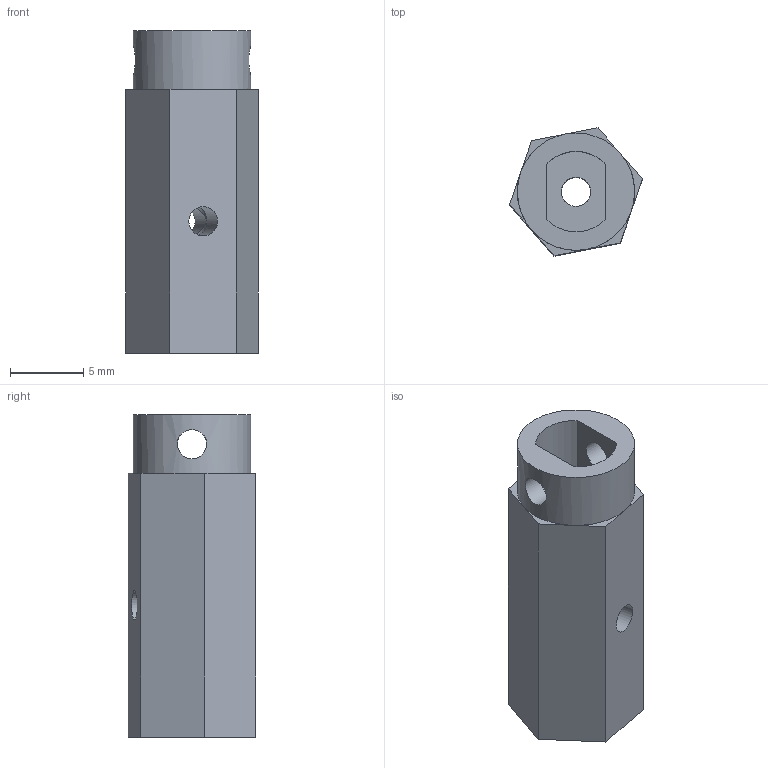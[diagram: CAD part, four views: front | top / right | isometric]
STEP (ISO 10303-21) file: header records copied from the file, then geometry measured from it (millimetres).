
FILE_DESCRIPTION(('STEP AP203'), '1');
FILE_NAME('òðóáêà ïîä êàòîê', '', ('UNSPECIFIED'), ('UNSPECIFIED'), 'ASCON STEP Converter 1.6', 'ASCON Math Kernel', '');
FILE_SCHEMA(('CONFIG_CONTROL_DESIGN'));
Length unit declared in the file: millimetre
Bounding box: 9.07 x 8.74 x 22 mm (x, y, z)
Volume: 1030.5 mm3; surface area: 922.8 mm2
Topology: 1 solids, 1 shells, 26 faces, 69 edges, 43 vertices
Faces by surface type: plane 17, cylinder 9
Full cylindrical faces by diameter (mm): 2 x6, 8 x1
Entity records: 1146 total; most frequent: CARTESIAN_POINT 281, DIRECTION 122, ORIENTED_EDGE 122, EDGE_CURVE 61, AXIS2_PLACEMENT_3D 45, VERTEX_POINT 43, EDGE_LOOP 42, FACE_BOUND 34
